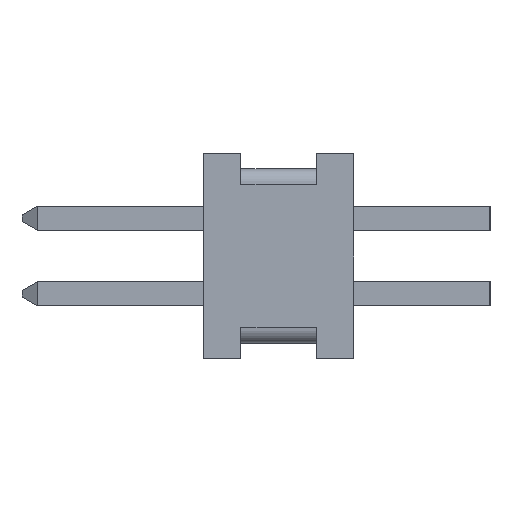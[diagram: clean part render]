
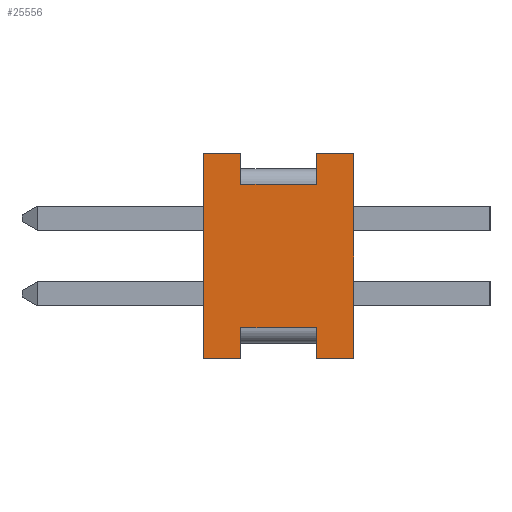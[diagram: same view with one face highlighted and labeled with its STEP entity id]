
A CAD part, left-side view. The second image highlights one B-rep face of the part: STEP entity #25556.
In plain terms, the highlighted planar face has unit normal (-1, 0, 0).
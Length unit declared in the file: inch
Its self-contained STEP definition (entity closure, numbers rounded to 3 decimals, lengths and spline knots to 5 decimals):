
#337 = EDGE_CURVE ( 'NONE', #8734, #5782, #1466, .T. ) ;
#768 = EDGE_CURVE ( 'NONE', #18748, #4941, #14449, .T. ) ;
#958 = VECTOR ( 'NONE', #13228, 39.37008 ) ;
#1344 = ORIENTED_EDGE ( 'NONE', *, *, #28135, .T. ) ;
#1348 = LINE ( 'NONE', #11370, #5549 ) ;
#1401 = EDGE_CURVE ( 'NONE', #5307, #13924, #14393, .T. ) ;
#1466 = LINE ( 'NONE', #19199, #11018 ) ;
#1498 = ORIENTED_EDGE ( 'NONE', *, *, #24540, .F. ) ;
#1900 = VERTEX_POINT ( 'NONE', #5322 ) ;
#2231 = LINE ( 'NONE', #28243, #24038 ) ;
#3182 = LINE ( 'NONE', #13929, #23218 ) ;
#3454 = CARTESIAN_POINT ( 'NONE',  ( -0.325, 0.0745, 0.0475 ) ) ;
#3499 = CARTESIAN_POINT ( 'NONE',  ( -0.325, 0.0245, 0.0675 ) ) ;
#4598 = CARTESIAN_POINT ( 'NONE',  ( -0.325, 0.099, 0.0675 ) ) ;
#4935 = CARTESIAN_POINT ( 'NONE',  ( -0.325, 0.099, 0.0675 ) ) ;
#4941 = VERTEX_POINT ( 'NONE', #17673 ) ;
#5307 = VERTEX_POINT ( 'NONE', #23425 ) ;
#5322 = CARTESIAN_POINT ( 'NONE',  ( -0.325, 0.0745, -0.0475 ) ) ;
#5549 = VECTOR ( 'NONE', #16125, 39.37008 ) ;
#5763 = EDGE_LOOP ( 'NONE', ( #28833, #25476, #6440, #1498, #22638, #20843, #1344, #13897, #21585, #29173, #8810, #22798 ) ) ;
#5782 = VERTEX_POINT ( 'NONE', #15507 ) ;
#5850 = LINE ( 'NONE', #22374, #20277 ) ;
#6408 = FACE_OUTER_BOUND ( 'NONE', #5763, .T. ) ;
#6440 = ORIENTED_EDGE ( 'NONE', *, *, #14285, .F. ) ;
#7758 = DIRECTION ( 'NONE',  ( 0., 0., -1. ) ) ;
#7805 = LINE ( 'NONE', #10032, #17704 ) ;
#7889 = DIRECTION ( 'NONE',  ( 0., 0., -1. ) ) ;
#8261 = LINE ( 'NONE', #10370, #18120 ) ;
#8315 = LINE ( 'NONE', #4935, #958 ) ;
#8554 = EDGE_CURVE ( 'NONE', #20933, #1900, #7805, .T. ) ;
#8734 = VERTEX_POINT ( 'NONE', #28301 ) ;
#8810 = ORIENTED_EDGE ( 'NONE', *, *, #18509, .F. ) ;
#8899 = DIRECTION ( 'NONE',  ( 0., -1., 0. ) ) ;
#9288 = VERTEX_POINT ( 'NONE', #20505 ) ;
#9369 = CARTESIAN_POINT ( 'NONE',  ( -0.325, 0.099, 0.0675 ) ) ;
#9554 = CARTESIAN_POINT ( 'NONE',  ( -0.325, 0.0245, 0.0475 ) ) ;
#9696 = CARTESIAN_POINT ( 'NONE',  ( -0.325, 0., 0.0675 ) ) ;
#10032 = CARTESIAN_POINT ( 'NONE',  ( -0.325, 0.0745, -0.0675 ) ) ;
#10370 = CARTESIAN_POINT ( 'NONE',  ( -0.325, 0.099, -0.0675 ) ) ;
#10662 = DIRECTION ( 'NONE',  ( 0., -1., 0. ) ) ;
#11018 = VECTOR ( 'NONE', #7889, 39.37008 ) ;
#11117 = VECTOR ( 'NONE', #27639, 39.37008 ) ;
#11370 = CARTESIAN_POINT ( 'NONE',  ( -0.325, 0.099, 0.0675 ) ) ;
#11675 = CARTESIAN_POINT ( 'NONE',  ( -0.325, 0., 0.0675 ) ) ;
#12073 = DIRECTION ( 'NONE',  ( 0., 0., 1. ) ) ;
#12278 = VECTOR ( 'NONE', #12073, 39.37008 ) ;
#12294 = DIRECTION ( 'NONE',  ( 0., 0., 1. ) ) ;
#12511 = LINE ( 'NONE', #4598, #12863 ) ;
#12705 = CARTESIAN_POINT ( 'NONE',  ( -0.325, 0.099, 0.0675 ) ) ;
#12863 = VECTOR ( 'NONE', #24852, 39.37008 ) ;
#13228 = DIRECTION ( 'NONE',  ( 0., -1., 0. ) ) ;
#13868 = CARTESIAN_POINT ( 'NONE',  ( -0.325, 0.0745, -0.0675 ) ) ;
#13897 = ORIENTED_EDGE ( 'NONE', *, *, #337, .T. ) ;
#13924 = VERTEX_POINT ( 'NONE', #11675 ) ;
#13929 = CARTESIAN_POINT ( 'NONE',  ( -0.325, 0.099, -0.0475 ) ) ;
#14026 = DIRECTION ( 'NONE',  ( 0., -1., 0. ) ) ;
#14113 = VERTEX_POINT ( 'NONE', #9554 ) ;
#14242 = LINE ( 'NONE', #27724, #11117 ) ;
#14265 = DIRECTION ( 'NONE',  ( 0., 0., 1. ) ) ;
#14285 = EDGE_CURVE ( 'NONE', #25234, #4941, #8315, .T. ) ;
#14393 = LINE ( 'NONE', #9696, #12278 ) ;
#14449 = LINE ( 'NONE', #20859, #28529 ) ;
#14670 = EDGE_CURVE ( 'NONE', #5782, #5307, #5850, .T. ) ;
#15507 = CARTESIAN_POINT ( 'NONE',  ( -0.325, 0.0245, -0.0675 ) ) ;
#16125 = DIRECTION ( 'NONE',  ( 0., -1., 0. ) ) ;
#17673 = CARTESIAN_POINT ( 'NONE',  ( -0.325, 0.0745, 0.0675 ) ) ;
#17704 = VECTOR ( 'NONE', #12294, 39.37008 ) ;
#18120 = VECTOR ( 'NONE', #10662, 39.37008 ) ;
#18509 = EDGE_CURVE ( 'NONE', #21966, #13924, #1348, .T. ) ;
#18748 = VERTEX_POINT ( 'NONE', #3454 ) ;
#19199 = CARTESIAN_POINT ( 'NONE',  ( -0.325, 0.0245, -0.0675 ) ) ;
#20187 = EDGE_CURVE ( 'NONE', #21966, #14113, #2231, .T. ) ;
#20277 = VECTOR ( 'NONE', #8899, 39.37008 ) ;
#20505 = CARTESIAN_POINT ( 'NONE',  ( -0.325, 0.099, -0.0675 ) ) ;
#20736 = EDGE_CURVE ( 'NONE', #9288, #20933, #8261, .T. ) ;
#20843 = ORIENTED_EDGE ( 'NONE', *, *, #8554, .T. ) ;
#20859 = CARTESIAN_POINT ( 'NONE',  ( -0.325, 0.0745, 0.0675 ) ) ;
#20933 = VERTEX_POINT ( 'NONE', #13868 ) ;
#21020 = EDGE_CURVE ( 'NONE', #14113, #18748, #14242, .T. ) ;
#21585 = ORIENTED_EDGE ( 'NONE', *, *, #14670, .T. ) ;
#21966 = VERTEX_POINT ( 'NONE', #3499 ) ;
#22374 = CARTESIAN_POINT ( 'NONE',  ( -0.325, 0.099, -0.0675 ) ) ;
#22638 = ORIENTED_EDGE ( 'NONE', *, *, #20736, .T. ) ;
#22798 = ORIENTED_EDGE ( 'NONE', *, *, #20187, .T. ) ;
#23218 = VECTOR ( 'NONE', #14026, 39.37008 ) ;
#23425 = CARTESIAN_POINT ( 'NONE',  ( -0.325, 0., -0.0675 ) ) ;
#24038 = VECTOR ( 'NONE', #7758, 39.37008 ) ;
#24540 = EDGE_CURVE ( 'NONE', #9288, #25234, #12511, .T. ) ;
#24852 = DIRECTION ( 'NONE',  ( 0., 0., 1. ) ) ;
#25234 = VERTEX_POINT ( 'NONE', #9369 ) ;
#25476 = ORIENTED_EDGE ( 'NONE', *, *, #768, .T. ) ;
#25556 = ADVANCED_FACE ( 'NONE', ( #6408 ), #26150, .F. ) ;
#26150 = PLANE ( 'NONE',  #26779 ) ;
#26343 = DIRECTION ( 'NONE',  ( 0., 0., -1. ) ) ;
#26779 = AXIS2_PLACEMENT_3D ( 'NONE', #12705, #28435, #26343 ) ;
#27639 = DIRECTION ( 'NONE',  ( 0., 1., 0. ) ) ;
#27724 = CARTESIAN_POINT ( 'NONE',  ( -0.325, 0.099, 0.0475 ) ) ;
#28135 = EDGE_CURVE ( 'NONE', #1900, #8734, #3182, .T. ) ;
#28243 = CARTESIAN_POINT ( 'NONE',  ( -0.325, 0.0245, 0.0675 ) ) ;
#28301 = CARTESIAN_POINT ( 'NONE',  ( -0.325, 0.0245, -0.0475 ) ) ;
#28435 = DIRECTION ( 'NONE',  ( 1., 0., 0. ) ) ;
#28529 = VECTOR ( 'NONE', #14265, 39.37008 ) ;
#28833 = ORIENTED_EDGE ( 'NONE', *, *, #21020, .T. ) ;
#29173 = ORIENTED_EDGE ( 'NONE', *, *, #1401, .T. ) ;
